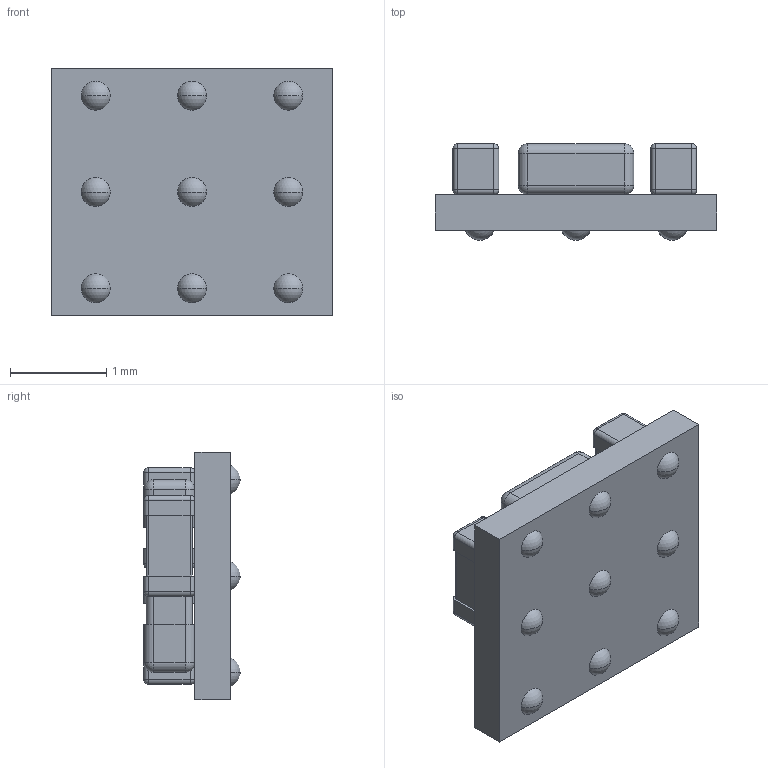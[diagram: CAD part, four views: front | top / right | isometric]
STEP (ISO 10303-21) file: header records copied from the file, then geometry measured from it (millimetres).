
FILE_DESCRIPTION (( 'STEP AP214' ), '1' );
FILE_NAME ('TPS81256SIPT.STEP', '2022-12-01T14:47:58', ( '' ), ( '' ), 'SwSTEP 2.0', 'SolidWorks 2017', '' );
FILE_SCHEMA (( 'AUTOMOTIVE_DESIGN' ));
Length unit declared in the file: millimetre
Products named in the file (1): TPS81256SIPT
Bounding box: 2.92 x 1 x 2.58 mm (x, y, z)
Volume: 4.7 mm3; surface area: 40.3 mm2
Topology: 23 solids, 23 shells, 224 faces, 476 edges, 267 vertices
Faces by surface type: plane 90, cylinder 84, sphere 50
Entity records: 5968 total; most frequent: DIRECTION 1098, CARTESIAN_POINT 936, ORIENTED_EDGE 888, EDGE_CURVE 444, AXIS2_PLACEMENT_3D 429, VERTEX_POINT 267, LINE 240, VECTOR 240
